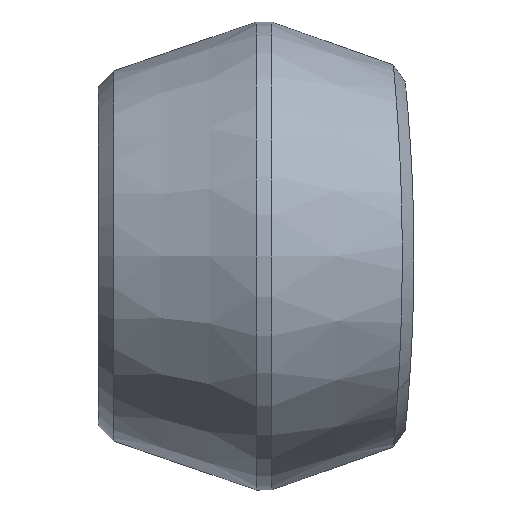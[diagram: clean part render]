
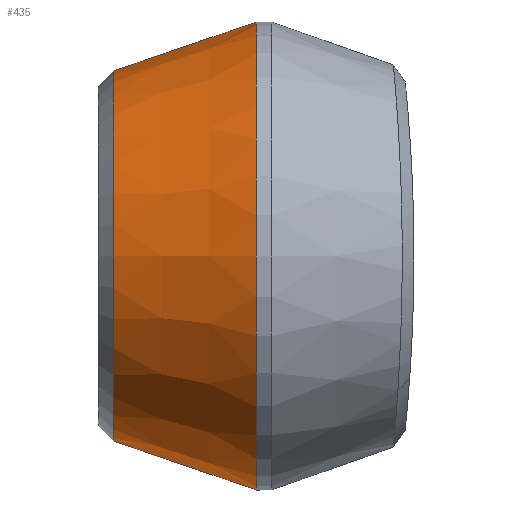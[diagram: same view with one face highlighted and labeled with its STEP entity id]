
A CAD part, left-side view. The second image highlights one B-rep face of the part: STEP entity #435.
In plain terms, the highlighted conical face has half-angle 18.979 degrees and reference radius 20.079 mm.
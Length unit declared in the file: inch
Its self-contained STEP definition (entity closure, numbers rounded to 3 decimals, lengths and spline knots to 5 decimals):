
#55 = VERTEX_POINT ( 'NONE', #95 ) ;
#91 = ORIENTED_EDGE ( 'NONE', *, *, #949, .F. ) ;
#95 = CARTESIAN_POINT ( 'NONE',  ( 0., 7.63684, 1. ) ) ;
#105 = AXIS2_PLACEMENT_3D ( 'NONE', #771, #263, #844 ) ;
#121 = ORIENTED_EDGE ( 'NONE', *, *, #673, .T. ) ;
#122 = VECTOR ( 'NONE', #694, 39.37008 ) ;
#137 = VERTEX_POINT ( 'NONE', #1004 ) ;
#190 = LINE ( 'NONE', #292, #122 ) ;
#198 = CARTESIAN_POINT ( 'NONE',  ( 0., 8.246, 0.7905 ) ) ;
#258 = VERTEX_POINT ( 'NONE', #198 ) ;
#263 = DIRECTION ( 'NONE',  ( 0., -1., 0. ) ) ;
#264 = ORIENTED_EDGE ( 'NONE', *, *, #352, .T. ) ;
#292 = CARTESIAN_POINT ( 'NONE',  ( 0., 8.246, -0.7905 ) ) ;
#304 = CARTESIAN_POINT ( 'NONE',  ( 0., 7.63684, 0. ) ) ;
#352 = EDGE_CURVE ( 'NONE', #258, #599, #1062, .T. ) ;
#394 = DIRECTION ( 'NONE',  ( 0., -1., 0. ) ) ;
#434 = CIRCLE ( 'NONE', #769, 1. ) ;
#435 = ADVANCED_FACE ( 'NONE', ( #857 ), #703, .T. ) ;
#473 = DIRECTION ( 'NONE',  ( 0., 0., -1. ) ) ;
#502 = AXIS2_PLACEMENT_3D ( 'NONE', #939, #916, #850 ) ;
#520 = CARTESIAN_POINT ( 'NONE',  ( 0., 8.246, 0.7905 ) ) ;
#599 = VERTEX_POINT ( 'NONE', #915 ) ;
#673 = EDGE_CURVE ( 'NONE', #599, #137, #190, .T. ) ;
#694 = DIRECTION ( 'NONE',  ( 0., -0.946, -0.325 ) ) ;
#703 = CONICAL_SURFACE ( 'NONE', #502, 0.7905, 0.331 ) ;
#769 = AXIS2_PLACEMENT_3D ( 'NONE', #304, #394, #473 ) ;
#771 = CARTESIAN_POINT ( 'NONE',  ( 0., 8.246, 0. ) ) ;
#803 = EDGE_LOOP ( 'NONE', ( #91, #264, #121, #1052 ) ) ;
#844 = DIRECTION ( 'NONE',  ( 0., 0., -1. ) ) ;
#850 = DIRECTION ( 'NONE',  ( 0., 0., -1. ) ) ;
#857 = FACE_OUTER_BOUND ( 'NONE', #803, .T. ) ;
#861 = DIRECTION ( 'NONE',  ( 0., -0.946, 0.325 ) ) ;
#864 = LINE ( 'NONE', #520, #898 ) ;
#898 = VECTOR ( 'NONE', #861, 39.37008 ) ;
#915 = CARTESIAN_POINT ( 'NONE',  ( 0., 8.246, -0.7905 ) ) ;
#916 = DIRECTION ( 'NONE',  ( 0., -1., 0. ) ) ;
#939 = CARTESIAN_POINT ( 'NONE',  ( 0., 8.246, 0. ) ) ;
#949 = EDGE_CURVE ( 'NONE', #258, #55, #864, .T. ) ;
#1004 = CARTESIAN_POINT ( 'NONE',  ( 0., 7.63684, -1. ) ) ;
#1050 = EDGE_CURVE ( 'NONE', #55, #137, #434, .T. ) ;
#1052 = ORIENTED_EDGE ( 'NONE', *, *, #1050, .F. ) ;
#1062 = CIRCLE ( 'NONE', #105, 0.7905 ) ;
